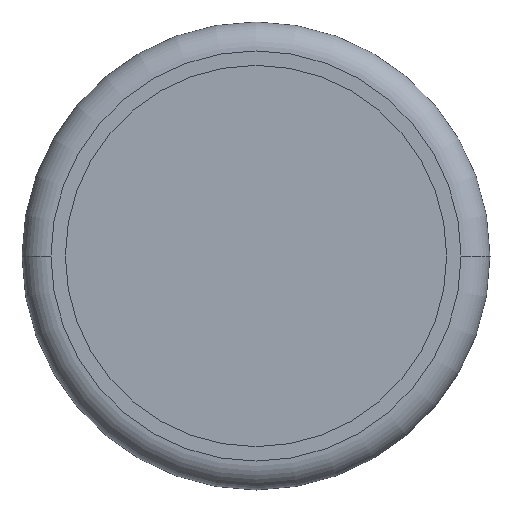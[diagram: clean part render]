
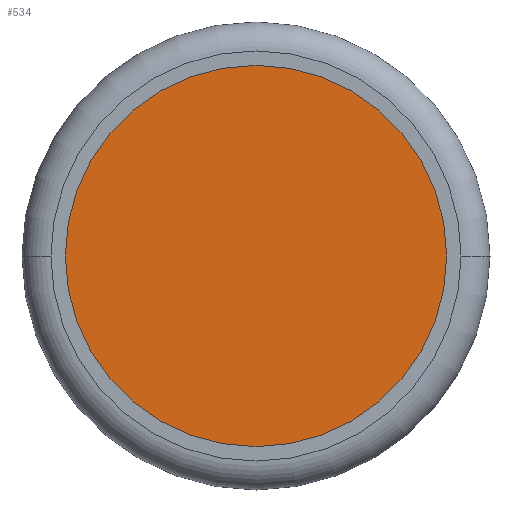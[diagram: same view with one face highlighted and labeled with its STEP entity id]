
A CAD part, left-side view. The second image highlights one B-rep face of the part: STEP entity #534.
In plain terms, the highlighted planar face has unit normal (-1, 0, 0).
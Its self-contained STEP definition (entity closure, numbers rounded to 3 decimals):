
#129=CARTESIAN_POINT('',(0.,0.,0.));
#130=DIRECTION('',(-1.,0.,0.));
#131=DIRECTION('',(0.,-1.,0.));
#132=AXIS2_PLACEMENT_3D('',#129,#130,#131);
#138=CARTESIAN_POINT('',(0.,0.,0.));
#139=DIRECTION('',(1.,0.,0.));
#140=DIRECTION('',(0.,-1.,0.));
#141=AXIS2_PLACEMENT_3D('',#138,#139,#140);
#297=CARTESIAN_POINT('',(0.,-15.388,0.));
#299=VERTEX_POINT('',#297);
#321=CARTESIAN_POINT('',(0.,15.388,0.));
#323=VERTEX_POINT('',#321);
#525=CARTESIAN_POINT('',(0.,0.,0.));
#526=DIRECTION('',(1.,0.,0.));
#527=DIRECTION('',(0.,-1.,0.));
#528=AXIS2_PLACEMENT_3D('',#525,#526,#527);
#529=PLANE('',#528);
#530=ORIENTED_EDGE('',*,*,#504,.F.);
#531=ORIENTED_EDGE('',*,*,#520,.T.);
#532=EDGE_LOOP('',(#530,#531));
#533=FACE_OUTER_BOUND('',#532,.F.);
#133=CIRCLE('',#132,15.388);
#142=CIRCLE('',#141,15.388);
#504=EDGE_CURVE('',#299,#323,#133,.T.);
#520=EDGE_CURVE('',#299,#323,#142,.T.);
#534=ADVANCED_FACE('',(#533),#529,.F.);
